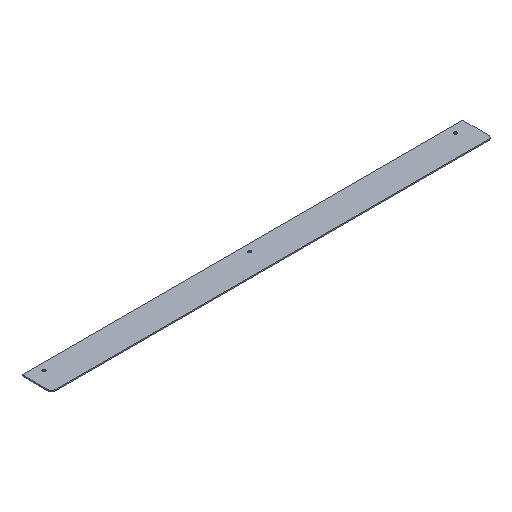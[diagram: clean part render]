
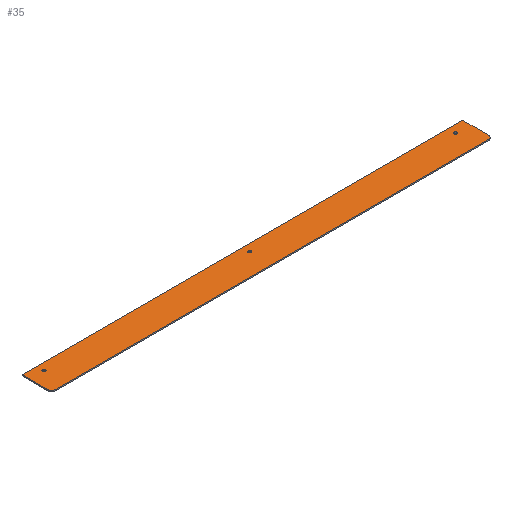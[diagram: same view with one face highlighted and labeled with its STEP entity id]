
A CAD part, isometric view. The second image highlights one B-rep face of the part: STEP entity #35.
In plain terms, the highlighted planar face has unit normal (0, 0, 1).
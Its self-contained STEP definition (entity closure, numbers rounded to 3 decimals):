
#35 = ADVANCED_FACE( '', ( #74, #75, #76, #77 ), #78, .T. );
#74 = FACE_BOUND( '', #123, .T. );
#75 = FACE_BOUND( '', #124, .T. );
#76 = FACE_BOUND( '', #125, .T. );
#77 = FACE_OUTER_BOUND( '', #126, .T. );
#78 = PLANE( '', #127 );
#123 = EDGE_LOOP( '', ( #166 ) );
#124 = EDGE_LOOP( '', ( #167 ) );
#125 = EDGE_LOOP( '', ( #168 ) );
#126 = EDGE_LOOP( '', ( #169, #170, #171, #172, #173, #174 ) );
#127 = AXIS2_PLACEMENT_3D( '', #175, #176, #177 );
#166 = ORIENTED_EDGE( '', *, *, #258, .T. );
#167 = ORIENTED_EDGE( '', *, *, #259, .T. );
#168 = ORIENTED_EDGE( '', *, *, #260, .T. );
#169 = ORIENTED_EDGE( '', *, *, #261, .T. );
#170 = ORIENTED_EDGE( '', *, *, #262, .T. );
#171 = ORIENTED_EDGE( '', *, *, #263, .T. );
#172 = ORIENTED_EDGE( '', *, *, #264, .T. );
#173 = ORIENTED_EDGE( '', *, *, #265, .T. );
#174 = ORIENTED_EDGE( '', *, *, #266, .T. );
#175 = CARTESIAN_POINT( '', ( 0., 0., 1.905 ) );
#176 = DIRECTION( '', ( 0., 0., 1. ) );
#177 = DIRECTION( '', ( 1., 0., 0. ) );
#258 = EDGE_CURVE( '', #293, #293, #294, .T. );
#259 = EDGE_CURVE( '', #295, #295, #296, .T. );
#260 = EDGE_CURVE( '', #297, #297, #298, .T. );
#261 = EDGE_CURVE( '', #299, #300, #301, .T. );
#262 = EDGE_CURVE( '', #300, #302, #303, .T. );
#263 = EDGE_CURVE( '', #302, #304, #305, .T. );
#264 = EDGE_CURVE( '', #304, #306, #307, .T. );
#265 = EDGE_CURVE( '', #306, #308, #309, .T. );
#266 = EDGE_CURVE( '', #308, #299, #310, .T. );
#293 = VERTEX_POINT( '', #346 );
#294 = CIRCLE( '', #347, 2.553 );
#295 = VERTEX_POINT( '', #348 );
#296 = CIRCLE( '', #349, 2.553 );
#297 = VERTEX_POINT( '', #350 );
#298 = CIRCLE( '', #351, 2.553 );
#299 = VERTEX_POINT( '', #352 );
#300 = VERTEX_POINT( '', #353 );
#301 = LINE( '', #354, #355 );
#302 = VERTEX_POINT( '', #356 );
#303 = CIRCLE( '', #357, 6.35 );
#304 = VERTEX_POINT( '', #358 );
#305 = LINE( '', #359, #360 );
#306 = VERTEX_POINT( '', #361 );
#307 = LINE( '', #362, #363 );
#308 = VERTEX_POINT( '', #364 );
#309 = LINE( '', #365, #366 );
#310 = CIRCLE( '', #367, 6.35 );
#346 = CARTESIAN_POINT( '', ( 357.359, 12.7, 1.905 ) );
#347 = AXIS2_PLACEMENT_3D( '', #412, #413, #414 );
#348 = CARTESIAN_POINT( '', ( 2.553, 12.7, 1.905 ) );
#349 = AXIS2_PLACEMENT_3D( '', #415, #416, #417 );
#350 = CARTESIAN_POINT( '', ( -352.254, 12.7, 1.905 ) );
#351 = AXIS2_PLACEMENT_3D( '', #418, #419, #420 );
#352 = CARTESIAN_POINT( '', ( -373.856, -25.4, 1.905 ) );
#353 = CARTESIAN_POINT( '', ( 373.856, -25.4, 1.905 ) );
#354 = CARTESIAN_POINT( '', ( -380.206, -25.4, 1.905 ) );
#355 = VECTOR( '', #421, 1000. );
#356 = CARTESIAN_POINT( '', ( 380.206, -19.05, 1.905 ) );
#357 = AXIS2_PLACEMENT_3D( '', #422, #423, #424 );
#358 = CARTESIAN_POINT( '', ( 380.206, 25.4, 1.905 ) );
#359 = CARTESIAN_POINT( '', ( 380.206, -25.4, 1.905 ) );
#360 = VECTOR( '', #425, 1000. );
#361 = CARTESIAN_POINT( '', ( -380.206, 25.4, 1.905 ) );
#362 = CARTESIAN_POINT( '', ( 380.206, 25.4, 1.905 ) );
#363 = VECTOR( '', #426, 1000. );
#364 = CARTESIAN_POINT( '', ( -380.206, -19.05, 1.905 ) );
#365 = CARTESIAN_POINT( '', ( -380.206, 25.4, 1.905 ) );
#366 = VECTOR( '', #427, 1000. );
#367 = AXIS2_PLACEMENT_3D( '', #428, #429, #430 );
#412 = CARTESIAN_POINT( '', ( 354.806, 12.7, 1.905 ) );
#413 = DIRECTION( '', ( 0., 0., -1. ) );
#414 = DIRECTION( '', ( 1., 0., 0. ) );
#415 = CARTESIAN_POINT( '', ( 0., 12.7, 1.905 ) );
#416 = DIRECTION( '', ( 0., 0., -1. ) );
#417 = DIRECTION( '', ( 1., 0., 0. ) );
#418 = CARTESIAN_POINT( '', ( -354.806, 12.7, 1.905 ) );
#419 = DIRECTION( '', ( 0., 0., -1. ) );
#420 = DIRECTION( '', ( 1., 0., 0. ) );
#421 = DIRECTION( '', ( 1., 0., 0. ) );
#422 = CARTESIAN_POINT( '', ( 373.856, -19.05, 1.905 ) );
#423 = DIRECTION( '', ( 0., 0., 1. ) );
#424 = DIRECTION( '', ( 1., 0., 0. ) );
#425 = DIRECTION( '', ( 0., 1., 0. ) );
#426 = DIRECTION( '', ( -1., 0., 0. ) );
#427 = DIRECTION( '', ( 0., -1., 0. ) );
#428 = CARTESIAN_POINT( '', ( -373.856, -19.05, 1.905 ) );
#429 = DIRECTION( '', ( 0., 0., 1. ) );
#430 = DIRECTION( '', ( 1., 0., 0. ) );
